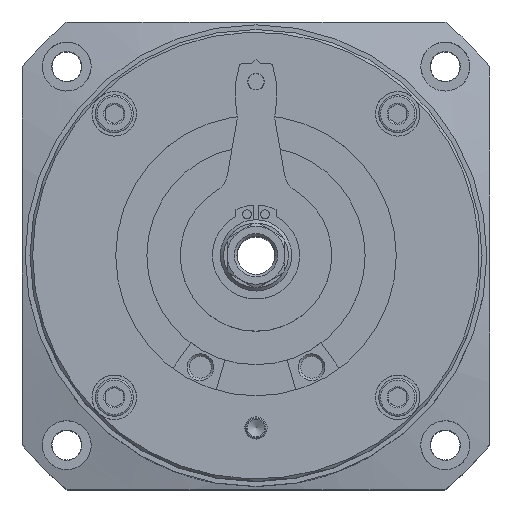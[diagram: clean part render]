
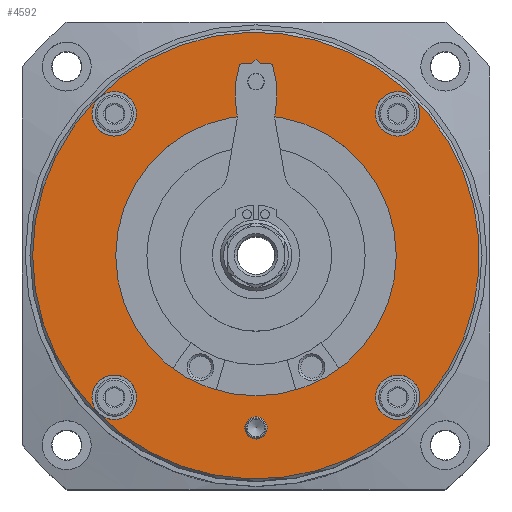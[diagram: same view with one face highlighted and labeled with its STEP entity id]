
A CAD part, top view. The second image highlights one B-rep face of the part: STEP entity #4592.
In plain terms, the highlighted planar face has unit normal (0, 0, 1).
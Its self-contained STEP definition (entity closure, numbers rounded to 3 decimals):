
#61=PLANE('',#6158);
#937=ORIENTED_EDGE('',*,*,#2055,.F.);
#938=ORIENTED_EDGE('',*,*,#1963,.T.);
#939=ORIENTED_EDGE('',*,*,#2056,.T.);
#940=ORIENTED_EDGE('',*,*,#2057,.T.);
#941=ORIENTED_EDGE('',*,*,#2058,.T.);
#942=ORIENTED_EDGE('',*,*,#2059,.T.);
#943=ORIENTED_EDGE('',*,*,#2060,.T.);
#944=ORIENTED_EDGE('',*,*,#2061,.T.);
#1963=EDGE_CURVE('',#2540,#2541,#2993,.T.);
#2055=EDGE_CURVE('',#2622,#2622,#3033,.T.);
#2056=EDGE_CURVE('',#2541,#2540,#3034,.T.);
#2057=EDGE_CURVE('',#2623,#2623,#3035,.T.);
#2058=EDGE_CURVE('',#2624,#2624,#3036,.T.);
#2059=EDGE_CURVE('',#2625,#2625,#3037,.T.);
#2060=EDGE_CURVE('',#2626,#2626,#3038,.T.);
#2061=EDGE_CURVE('',#2627,#2627,#3039,.T.);
#2540=VERTEX_POINT('',#8301);
#2541=VERTEX_POINT('',#8302);
#2622=VERTEX_POINT('',#8710);
#2623=VERTEX_POINT('',#8714);
#2624=VERTEX_POINT('',#8716);
#2625=VERTEX_POINT('',#8718);
#2626=VERTEX_POINT('',#8720);
#2627=VERTEX_POINT('',#8722);
#2993=CIRCLE('',#6088,2.5);
#3033=CIRCLE('',#6157,50.15);
#3034=CIRCLE('',#6159,2.5);
#3035=CIRCLE('',#6160,5.);
#3036=CIRCLE('',#6161,5.);
#3037=CIRCLE('',#6162,5.);
#3038=CIRCLE('',#6163,5.);
#3039=CIRCLE('',#6164,31.5);
#3345=EDGE_LOOP('',(#937));
#3346=EDGE_LOOP('',(#938,#939));
#3347=EDGE_LOOP('',(#940));
#3348=EDGE_LOOP('',(#941));
#3349=EDGE_LOOP('',(#942));
#3350=EDGE_LOOP('',(#943));
#3351=EDGE_LOOP('',(#944));
#3928=FACE_BOUND('',#3345,.T.);
#3929=FACE_BOUND('',#3346,.T.);
#3930=FACE_BOUND('',#3347,.T.);
#3931=FACE_BOUND('',#3348,.T.);
#3932=FACE_BOUND('',#3349,.T.);
#3933=FACE_BOUND('',#3350,.T.);
#3934=FACE_BOUND('',#3351,.T.);
#4592=ADVANCED_FACE('',(#3928,#3929,#3930,#3931,#3932,#3933,#3934),#61,
 .F.);
#6088=AXIS2_PLACEMENT_3D('',#8300,#6738,#6739);
#6157=AXIS2_PLACEMENT_3D('',#8709,#6892,#6893);
#6158=AXIS2_PLACEMENT_3D('',#8711,#6894,#6895);
#6159=AXIS2_PLACEMENT_3D('',#8712,#6896,#6897);
#6160=AXIS2_PLACEMENT_3D('',#8713,#6898,#6899);
#6161=AXIS2_PLACEMENT_3D('',#8715,#6900,#6901);
#6162=AXIS2_PLACEMENT_3D('',#8717,#6902,#6903);
#6163=AXIS2_PLACEMENT_3D('',#8719,#6904,#6905);
#6164=AXIS2_PLACEMENT_3D('',#8721,#6906,#6907);
#6738=DIRECTION('',(0.,0.,-1.));
#6739=DIRECTION('',(-1.,0.,0.));
#6892=DIRECTION('',(0.,0.,-1.));
#6893=DIRECTION('',(-1.,0.,0.));
#6894=DIRECTION('',(0.,0.,-1.));
#6895=DIRECTION('',(-1.,0.,0.));
#6896=DIRECTION('',(0.,0.,-1.));
#6897=DIRECTION('',(-1.,0.,0.));
#6898=DIRECTION('',(0.,0.,-1.));
#6899=DIRECTION('',(-1.,0.,0.));
#6900=DIRECTION('',(0.,0.,-1.));
#6901=DIRECTION('',(-1.,0.,0.));
#6902=DIRECTION('',(0.,0.,-1.));
#6903=DIRECTION('',(-1.,0.,0.));
#6904=DIRECTION('',(0.,0.,-1.));
#6905=DIRECTION('',(-1.,0.,0.));
#6906=DIRECTION('',(0.,0.,-1.));
#6907=DIRECTION('',(-1.,0.,0.));
#8300=CARTESIAN_POINT('',(0.,-38.69,0.1));
#8301=CARTESIAN_POINT('',(-0.131,-36.193,0.1));
#8302=CARTESIAN_POINT('',(0.131,-36.193,0.1));
#8709=CARTESIAN_POINT('',(0.,0.,0.1));
#8710=CARTESIAN_POINT('',(-50.15,0.,0.1));
#8711=CARTESIAN_POINT('',(0.,31.5,0.1));
#8712=CARTESIAN_POINT('',(0.,-38.69,0.1));
#8713=CARTESIAN_POINT('',(-31.82,31.82,0.1));
#8714=CARTESIAN_POINT('',(-36.82,31.82,0.1));
#8715=CARTESIAN_POINT('',(-31.82,-31.82,0.1));
#8716=CARTESIAN_POINT('',(-36.82,-31.82,0.1));
#8717=CARTESIAN_POINT('',(31.82,-31.82,0.1));
#8718=CARTESIAN_POINT('',(26.82,-31.82,0.1));
#8719=CARTESIAN_POINT('',(31.82,31.82,0.1));
#8720=CARTESIAN_POINT('',(26.82,31.82,0.1));
#8721=CARTESIAN_POINT('',(0.,0.,0.1));
#8722=CARTESIAN_POINT('',(-31.5,0.,0.1));
